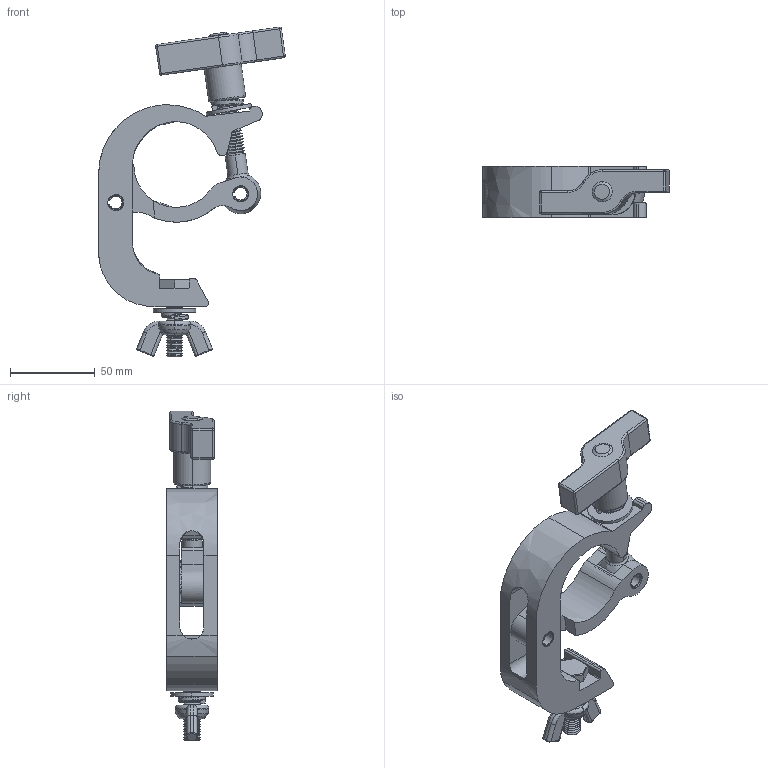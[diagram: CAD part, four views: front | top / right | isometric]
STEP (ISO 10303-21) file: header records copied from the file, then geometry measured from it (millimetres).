
FILE_DESCRIPTION(/* description */ (''),/* implementation_level */ '2;1');
FILE_NAME(/* name */ 'RIHAHC~1',/* time_stamp */ '2021-11-03T09:30:02+08:00',/* author */ (''),/* organization */ (''),/* preprocessor_version */ 'ST-DEVELOPER v16.5',/* originating_system */ '',/* authorisation */ '');
FILE_SCHEMA (('AUTOMOTIVE_DESIGN'));
Length unit declared in the file: millimetre
Products named in the file (1): Document
Bounding box: 110.21 x 30.05 x 194.92 mm (x, y, z)
Volume: 147985.9 mm3; surface area: 62412.9 mm2
Topology: 12 solids, 12 shells, 803 faces, 1854 edges, 1082 vertices
Faces by surface type: bspline 641, plane 162
Entity records: 33449 total; most frequent: CARTESIAN_POINT 22652, ORIENTED_EDGE 3674, EDGE_CURVE 1837, VERTEX_POINT 1073, B_SPLINE_CURVE_WITH_KNOTS 1070, EDGE_LOOP 831, ADVANCED_FACE 794, FACE_OUTER_BOUND 794
